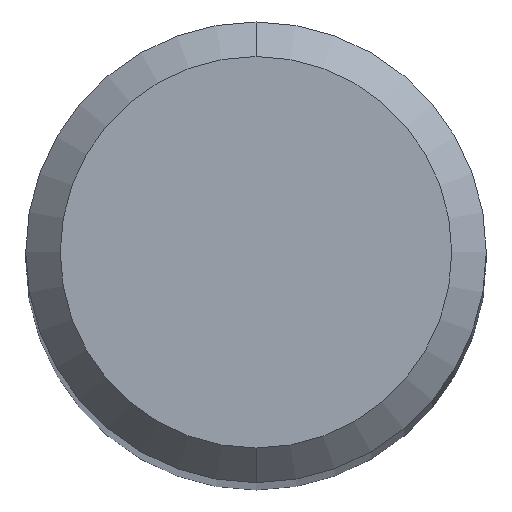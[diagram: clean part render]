
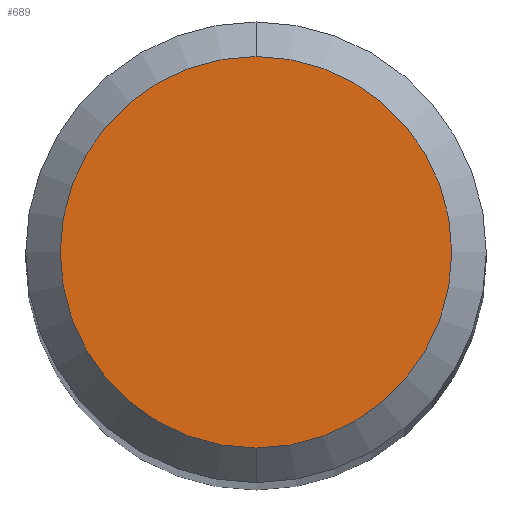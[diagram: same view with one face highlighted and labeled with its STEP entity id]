
A CAD part, top view. The second image highlights one B-rep face of the part: STEP entity #689.
In plain terms, the highlighted planar face has unit normal (0, 0, 1).
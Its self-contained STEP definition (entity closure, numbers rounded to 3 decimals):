
#407=VERTEX_POINT('',#1096);
#433=VERTEX_POINT('',#1124);
#689=ADVANCED_FACE('',(#1408),#1409,.T.);
#795=EDGE_CURVE('',#433,#407,#1523,.T.);
#889=EDGE_CURVE('',#407,#433,#1626,.T.);
#1096=CARTESIAN_POINT('',(0.,-1.7,0.0));
#1124=CARTESIAN_POINT('',(0.0,1.7,0.0));
#1408=FACE_OUTER_BOUND('',#3363,.T.);
#1409=PLANE('',#3364);
#1523=CIRCLE('',#3662,1.7);
#1626=CIRCLE('',#4025,1.7);
#3363=EDGE_LOOP('',(#5021,#5022));
#3364=AXIS2_PLACEMENT_3D('',#5023,#5024,#5025);
#3662=AXIS2_PLACEMENT_3D('',#5106,#5107,#5108);
#4025=AXIS2_PLACEMENT_3D('',#5235,#5236,#5237);
#5021=ORIENTED_EDGE('',*,*,#795,.F.);
#5022=ORIENTED_EDGE('',*,*,#889,.F.);
#5023=CARTESIAN_POINT('',(0.0,0.85,0.0));
#5024=DIRECTION('',(-0.0,0.0,1.0));
#5025=DIRECTION('',(0.0,-1.0,0.0));
#5106=CARTESIAN_POINT('',(0.0,0.0,0.0));
#5107=DIRECTION('',(0.0,0.0,-1.0));
#5108=DIRECTION('',(0.0,1.0,0.0));
#5235=CARTESIAN_POINT('',(0.0,0.0,0.0));
#5236=DIRECTION('',(0.0,0.0,-1.0));
#5237=DIRECTION('',(0.0,1.0,0.0));
